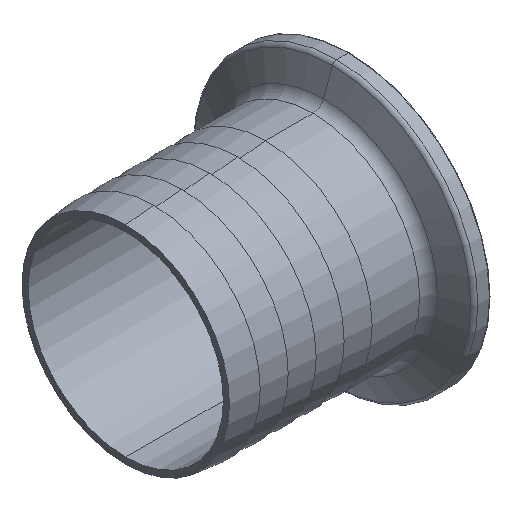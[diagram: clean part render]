
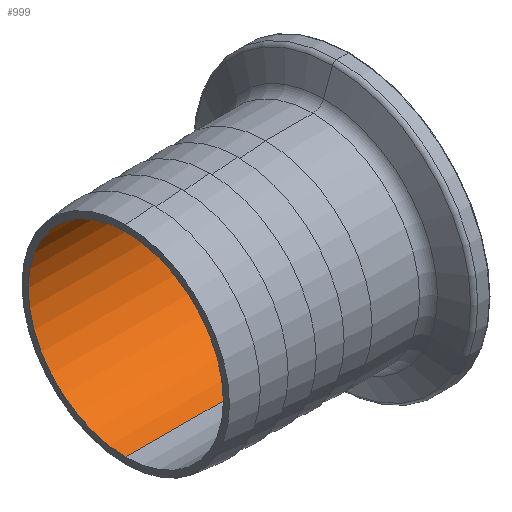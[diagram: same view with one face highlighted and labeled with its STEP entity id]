
A CAD part, isometric view. The second image highlights one B-rep face of the part: STEP entity #999.
In plain terms, the highlighted cylindrical face has radius 17.45 mm (diameter 34.9 mm), a partial arc.
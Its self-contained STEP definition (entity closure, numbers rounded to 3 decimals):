
#7 = CARTESIAN_POINT ( 'NONE',  ( 0., 0., 0. ) ) ;
#116 = DIRECTION ( 'NONE',  ( 1., 0., 0. ) ) ;
#152 = VERTEX_POINT ( 'NONE', #861 ) ;
#163 = AXIS2_PLACEMENT_3D ( 'NONE', #318, #670, #391 ) ;
#191 = DIRECTION ( 'NONE',  ( 1., 0., 0. ) ) ;
#291 = EDGE_CURVE ( 'NONE', #397, #152, #880, .T. ) ;
#312 = CARTESIAN_POINT ( 'NONE',  ( -40., 0., 0. ) ) ;
#318 = CARTESIAN_POINT ( 'NONE',  ( 0., 0., 0. ) ) ;
#329 = ORIENTED_EDGE ( 'NONE', *, *, #291, .F. ) ;
#391 = DIRECTION ( 'NONE',  ( 0., 0., -1. ) ) ;
#397 = VERTEX_POINT ( 'NONE', #629 ) ;
#475 = ORIENTED_EDGE ( 'NONE', *, *, #992, .F. ) ;
#492 = DIRECTION ( 'NONE',  ( 0., 0., -1. ) ) ;
#508 = EDGE_CURVE ( 'NONE', #690, #152, #654, .T. ) ;
#629 = CARTESIAN_POINT ( 'NONE',  ( -40., 0., 17.45 ) ) ;
#654 = CIRCLE ( 'NONE', #163, 17.45 ) ;
#670 = DIRECTION ( 'NONE',  ( 1., 0., 0. ) ) ;
#674 = AXIS2_PLACEMENT_3D ( 'NONE', #312, #1101, #492 ) ;
#690 = VERTEX_POINT ( 'NONE', #1107 ) ;
#694 = CARTESIAN_POINT ( 'NONE',  ( 0., 0., -17.45 ) ) ;
#700 = CYLINDRICAL_SURFACE ( 'NONE', #1114, 17.45 ) ;
#731 = CIRCLE ( 'NONE', #674, 17.45 ) ;
#773 = LINE ( 'NONE', #694, #788 ) ;
#788 = VECTOR ( 'NONE', #953, 1000. ) ;
#821 = CARTESIAN_POINT ( 'NONE',  ( 0., 0., 17.45 ) ) ;
#861 = CARTESIAN_POINT ( 'NONE',  ( 0., 0., 17.45 ) ) ;
#880 = LINE ( 'NONE', #821, #1054 ) ;
#906 = DIRECTION ( 'NONE',  ( 0., 0., -1. ) ) ;
#943 = VERTEX_POINT ( 'NONE', #1010 ) ;
#950 = EDGE_LOOP ( 'NONE', ( #329, #475, #1113, #1032 ) ) ;
#953 = DIRECTION ( 'NONE',  ( 1., 0., 0. ) ) ;
#992 = EDGE_CURVE ( 'NONE', #943, #397, #731, .T. ) ;
#999 = ADVANCED_FACE ( 'NONE', ( #1013 ), #700, .F. ) ;
#1010 = CARTESIAN_POINT ( 'NONE',  ( -40., 0., -17.45 ) ) ;
#1013 = FACE_OUTER_BOUND ( 'NONE', #950, .T. ) ;
#1032 = ORIENTED_EDGE ( 'NONE', *, *, #508, .T. ) ;
#1054 = VECTOR ( 'NONE', #116, 1000. ) ;
#1101 = DIRECTION ( 'NONE',  ( 1., 0., 0. ) ) ;
#1107 = CARTESIAN_POINT ( 'NONE',  ( 0., 0., -17.45 ) ) ;
#1113 = ORIENTED_EDGE ( 'NONE', *, *, #1123, .T. ) ;
#1114 = AXIS2_PLACEMENT_3D ( 'NONE', #7, #191, #906 ) ;
#1123 = EDGE_CURVE ( 'NONE', #943, #690, #773, .T. ) ;
